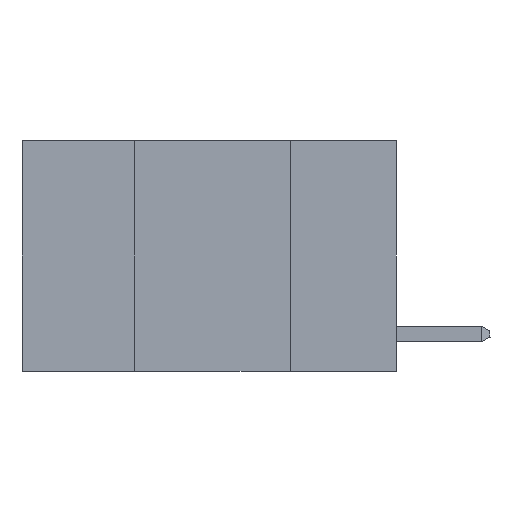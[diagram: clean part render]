
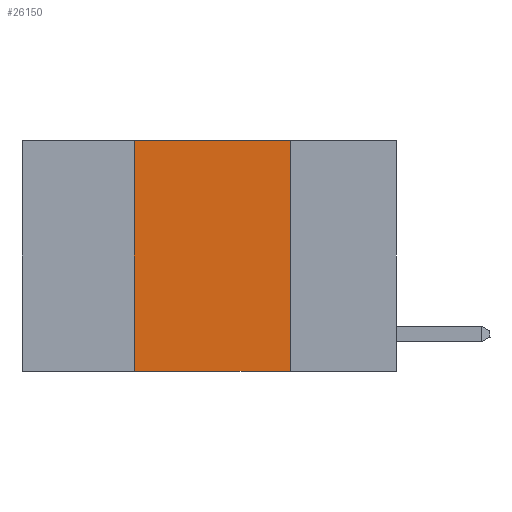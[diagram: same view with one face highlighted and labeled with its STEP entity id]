
A CAD part, left-side view. The second image highlights one B-rep face of the part: STEP entity #26150.
In plain terms, the highlighted planar face has unit normal (-1, 0, 0).
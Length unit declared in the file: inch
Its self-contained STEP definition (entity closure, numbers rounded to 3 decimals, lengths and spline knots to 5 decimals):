
#476 = EDGE_LOOP ( 'NONE', ( #2974, #19977, #11039, #7425 ) ) ;
#1490 = EDGE_CURVE ( 'NONE', #15410, #21228, #9917, .T. ) ;
#1672 = VERTEX_POINT ( 'NONE', #12112 ) ;
#2409 = DIRECTION ( 'NONE',  ( 0., 0., 1. ) ) ;
#2456 = FACE_OUTER_BOUND ( 'NONE', #476, .T. ) ;
#2974 = ORIENTED_EDGE ( 'NONE', *, *, #27010, .F. ) ;
#3066 = CARTESIAN_POINT ( 'NONE',  ( 0., 0.6, -0.37 ) ) ;
#6302 = PLANE ( 'NONE',  #19123 ) ;
#6903 = CARTESIAN_POINT ( 'NONE',  ( 0., 0.17, 0. ) ) ;
#7425 = ORIENTED_EDGE ( 'NONE', *, *, #1490, .T. ) ;
#8412 = CARTESIAN_POINT ( 'NONE',  ( 0., 0.6, 0. ) ) ;
#9917 = LINE ( 'NONE', #3066, #15591 ) ;
#10474 = CARTESIAN_POINT ( 'NONE',  ( 0., 0.17, -0.37 ) ) ;
#11039 = ORIENTED_EDGE ( 'NONE', *, *, #21373, .F. ) ;
#11570 = DIRECTION ( 'NONE',  ( 0., -1., 0. ) ) ;
#12112 = CARTESIAN_POINT ( 'NONE',  ( 0., 0.42, 0. ) ) ;
#12662 = DIRECTION ( 'NONE',  ( 0., 0., -1. ) ) ;
#13623 = DIRECTION ( 'NONE',  ( 0., -1., 0. ) ) ;
#14630 = VECTOR ( 'NONE', #2409, 39.37008 ) ;
#14692 = LINE ( 'NONE', #6903, #19640 ) ;
#15410 = VERTEX_POINT ( 'NONE', #18655 ) ;
#15591 = VECTOR ( 'NONE', #13623, 39.37008 ) ;
#17350 = CARTESIAN_POINT ( 'NONE',  ( 0., 0.42, 0. ) ) ;
#17367 = DIRECTION ( 'NONE',  ( 0., 0., -1. ) ) ;
#18655 = CARTESIAN_POINT ( 'NONE',  ( 0., 0.42, -0.37 ) ) ;
#18809 = VECTOR ( 'NONE', #11570, 39.37008 ) ;
#19123 = AXIS2_PLACEMENT_3D ( 'NONE', #8412, #25323, #12662 ) ;
#19463 = LINE ( 'NONE', #22142, #18809 ) ;
#19640 = VECTOR ( 'NONE', #17367, 39.37008 ) ;
#19977 = ORIENTED_EDGE ( 'NONE', *, *, #23163, .F. ) ;
#20257 = LINE ( 'NONE', #17350, #14630 ) ;
#21228 = VERTEX_POINT ( 'NONE', #10474 ) ;
#21373 = EDGE_CURVE ( 'NONE', #15410, #1672, #20257, .T. ) ;
#22142 = CARTESIAN_POINT ( 'NONE',  ( 0., 0.6, 0. ) ) ;
#23163 = EDGE_CURVE ( 'NONE', #1672, #24194, #19463, .T. ) ;
#24194 = VERTEX_POINT ( 'NONE', #25483 ) ;
#25323 = DIRECTION ( 'NONE',  ( 1., 0., 0. ) ) ;
#25483 = CARTESIAN_POINT ( 'NONE',  ( 0., 0.17, 0. ) ) ;
#26150 = ADVANCED_FACE ( 'NONE', ( #2456 ), #6302, .F. ) ;
#27010 = EDGE_CURVE ( 'NONE', #24194, #21228, #14692, .T. ) ;
